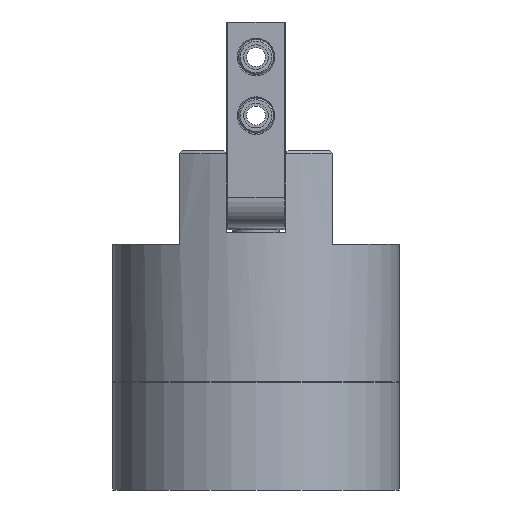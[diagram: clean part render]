
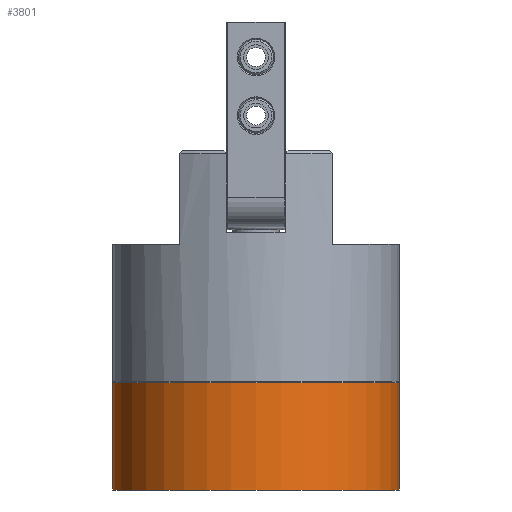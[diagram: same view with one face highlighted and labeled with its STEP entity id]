
A CAD part, left-side view. The second image highlights one B-rep face of the part: STEP entity #3801.
In plain terms, the highlighted cylindrical face has radius 24.5 mm (diameter 49 mm), a full revolution.
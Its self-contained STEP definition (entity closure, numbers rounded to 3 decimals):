
#122=B_SPLINE_CURVE_WITH_KNOTS('',3,(#7106,#7107,#7108,#7109,#7110,#7111,
#7112,#7113,#7114,#7115,#7116,#7117,#7118,#7119,#7120,#7121,#7122,#7123,
#7124,#7125,#7126,#7127,#7128,#7129,#7130,#7131),.UNSPECIFIED.,.F.,.F.,
(4,2,2,2,2,2,2,2,2,2,2,2,4),(-2.659,-2.583,-2.366,
-2.165,-1.965,-1.778,-1.59,
-1.403,-1.215,-1.015,-0.814,
-0.597,-0.521),.UNSPECIFIED.);
#224=FACE_BOUND('',#834,.T.);
#369=CYLINDRICAL_SURFACE('',#4436,24.5);
#565=FACE_OUTER_BOUND('',#833,.T.);
#833=EDGE_LOOP('',(#3428,#3429,#3430,#3431));
#834=EDGE_LOOP('',(#3432,#3433));
#1058=LINE('',#7102,#1269);
#1059=LINE('',#7132,#1270);
#1269=VECTOR('',#5595,24.5);
#1270=VECTOR('',#5598,10.);
#1530=CIRCLE('',#4434,24.5);
#1532=CIRCLE('',#4437,24.5);
#1892=VERTEX_POINT('',#7095);
#1894=VERTEX_POINT('',#7101);
#1895=VERTEX_POINT('',#7104);
#1896=VERTEX_POINT('',#7105);
#2415=EDGE_CURVE('',#1892,#1892,#1530,.T.);
#2418=EDGE_CURVE('',#1892,#1894,#1058,.T.);
#2419=EDGE_CURVE('',#1894,#1894,#1532,.T.);
#2420=EDGE_CURVE('',#1895,#1896,#122,.T.);
#2421=EDGE_CURVE('',#1896,#1895,#1059,.T.);
#3428=ORIENTED_EDGE('',*,*,#2415,.F.);
#3429=ORIENTED_EDGE('',*,*,#2418,.T.);
#3430=ORIENTED_EDGE('',*,*,#2419,.F.);
#3431=ORIENTED_EDGE('',*,*,#2418,.F.);
#3432=ORIENTED_EDGE('',*,*,#2420,.T.);
#3433=ORIENTED_EDGE('',*,*,#2421,.T.);
#3801=ADVANCED_FACE('',(#565,#224),#369,.T.);
#4434=AXIS2_PLACEMENT_3D('',#7096,#5588,#5589);
#4436=AXIS2_PLACEMENT_3D('',#7100,#5593,#5594);
#4437=AXIS2_PLACEMENT_3D('',#7103,#5596,#5597);
#5588=DIRECTION('center_axis',(0.,0.,1.));
#5589=DIRECTION('ref_axis',(-1.,0.,0.));
#5593=DIRECTION('center_axis',(0.,0.,1.));
#5594=DIRECTION('ref_axis',(-1.,0.,0.));
#5595=DIRECTION('',(0.,0.,-1.));
#5596=DIRECTION('center_axis',(0.,0.,-1.));
#5597=DIRECTION('ref_axis',(-1.,0.,0.));
#5598=DIRECTION('',(0.,0.,1.));
#7095=CARTESIAN_POINT('',(24.5,0.,18.3));
#7096=CARTESIAN_POINT('Origin',(0.,0.,18.3));
#7100=CARTESIAN_POINT('Origin',(0.,0.,0.));
#7101=CARTESIAN_POINT('',(24.5,0.,0.));
#7102=CARTESIAN_POINT('',(24.5,0.,0.));
#7103=CARTESIAN_POINT('Origin',(0.,0.,0.));
#7104=CARTESIAN_POINT('',(-21.,12.619,11.259));
#7105=CARTESIAN_POINT('',(-21.,12.619,2.741));
#7106=CARTESIAN_POINT('Ctrl Pts',(-21.,12.619,11.259));
#7107=CARTESIAN_POINT('Ctrl Pts',(-21.122,12.416,11.384));
#7108=CARTESIAN_POINT('Ctrl Pts',(-21.246,12.203,11.495));
#7109=CARTESIAN_POINT('Ctrl Pts',(-21.723,11.353,11.862));
#7110=CARTESIAN_POINT('Ctrl Pts',(-22.071,10.661,12.));
#7111=CARTESIAN_POINT('Ctrl Pts',(-22.639,9.39,12.));
#7112=CARTESIAN_POINT('Ctrl Pts',(-22.904,8.723,11.881));
#7113=CARTESIAN_POINT('Ctrl Pts',(-23.341,7.475,11.368));
#7114=CARTESIAN_POINT('Ctrl Pts',(-23.515,6.894,10.973));
#7115=CARTESIAN_POINT('Ctrl Pts',(-23.757,6.004,10.067));
#7116=CARTESIAN_POINT('Ctrl Pts',(-23.847,5.626,9.512));
#7117=CARTESIAN_POINT('Ctrl Pts',(-23.959,5.124,8.29));
#7118=CARTESIAN_POINT('Ctrl Pts',(-23.984,5.,7.625));
#7119=CARTESIAN_POINT('Ctrl Pts',(-23.984,5.,6.375));
#7120=CARTESIAN_POINT('Ctrl Pts',(-23.959,5.124,5.71));
#7121=CARTESIAN_POINT('Ctrl Pts',(-23.847,5.626,4.488));
#7122=CARTESIAN_POINT('Ctrl Pts',(-23.757,6.004,3.933));
#7123=CARTESIAN_POINT('Ctrl Pts',(-23.515,6.894,3.027));
#7124=CARTESIAN_POINT('Ctrl Pts',(-23.341,7.475,2.632));
#7125=CARTESIAN_POINT('Ctrl Pts',(-22.904,8.723,2.119));
#7126=CARTESIAN_POINT('Ctrl Pts',(-22.639,9.39,2.));
#7127=CARTESIAN_POINT('Ctrl Pts',(-22.071,10.661,2.));
#7128=CARTESIAN_POINT('Ctrl Pts',(-21.723,11.353,2.138));
#7129=CARTESIAN_POINT('Ctrl Pts',(-21.246,12.203,2.505));
#7130=CARTESIAN_POINT('Ctrl Pts',(-21.122,12.416,2.616));
#7131=CARTESIAN_POINT('Ctrl Pts',(-21.,12.619,2.741));
#7132=CARTESIAN_POINT('',(-21.,12.619,0.));
